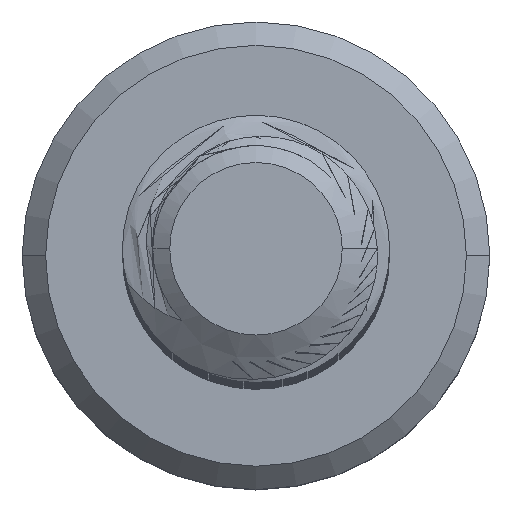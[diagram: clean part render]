
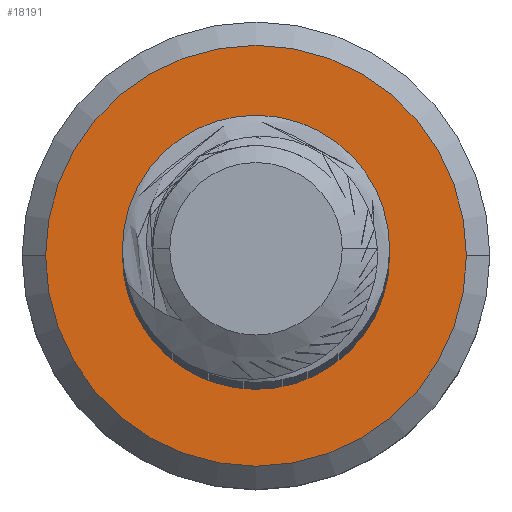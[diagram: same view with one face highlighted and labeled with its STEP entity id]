
A CAD part, top view. The second image highlights one B-rep face of the part: STEP entity #18191.
In plain terms, the highlighted planar face has unit normal (0, 0, 1).
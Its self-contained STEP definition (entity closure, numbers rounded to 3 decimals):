
#249 = CARTESIAN_POINT ( 'NONE',  ( 0., 0., -60. ) ) ;
#570 = CARTESIAN_POINT ( 'NONE',  ( 0., 0., -60. ) ) ;
#677 = CARTESIAN_POINT ( 'NONE',  ( 0.626, -1.724, -60. ) ) ;
#1027 = CARTESIAN_POINT ( 'NONE',  ( 0.3, -1.847, -60. ) ) ;
#1044 = CARTESIAN_POINT ( 'NONE',  ( 0.82, 1.31, -60. ) ) ;
#1255 = CARTESIAN_POINT ( 'NONE',  ( 0.031, 1.659, -60. ) ) ;
#1348 = CARTESIAN_POINT ( 'NONE',  ( -0.219, -1.907, -60. ) ) ;
#1587 = CARTESIAN_POINT ( 'NONE',  ( -0.493, 1.645, -60. ) ) ;
#1684 = ORIENTED_EDGE ( 'NONE', *, *, #5990, .T. ) ;
#1919 = CARTESIAN_POINT ( 'NONE',  ( 0.684, 1.422, -60. ) ) ;
#2061 = CARTESIAN_POINT ( 'NONE',  ( 0., 0., -60. ) ) ;
#2354 = CARTESIAN_POINT ( 'NONE',  ( -1.061, -1.695, -60. ) ) ;
#2439 = DIRECTION ( 'NONE',  ( 0., 0., 1. ) ) ;
#2664 = CARTESIAN_POINT ( 'NONE',  ( -1.954, -0.429, -60. ) ) ;
#2901 = DIRECTION ( 'NONE',  ( 0., 0., 1. ) ) ;
#2969 = ORIENTED_EDGE ( 'NONE', *, *, #17620, .F. ) ;
#3742 = CARTESIAN_POINT ( 'NONE',  ( 3.15, 0., -60. ) ) ;
#3767 = DIRECTION ( 'NONE',  ( 1., 0., 0. ) ) ;
#3912 = CARTESIAN_POINT ( 'NONE',  ( -1.919, 0.265, -60. ) ) ;
#4328 = CARTESIAN_POINT ( 'NONE',  ( 1.576, -0.529, -60. ) ) ;
#4889 = CARTESIAN_POINT ( 'NONE',  ( -1.954, -0.429, -60. ) ) ;
#5030 = DIRECTION ( 'NONE',  ( 1., 0., 0. ) ) ;
#5441 = EDGE_CURVE ( 'NONE', #19645, #18932, #18322, .T. ) ;
#5541 = CARTESIAN_POINT ( 'NONE',  ( -0.32, 1.667, -60. ) ) ;
#5643 = CARTESIAN_POINT ( 'NONE',  ( 1.509, 0.331, -60. ) ) ;
#5879 = CARTESIAN_POINT ( 'NONE',  ( -0.989, 1.476, -60. ) ) ;
#5897 = AXIS2_PLACEMENT_3D ( 'NONE', #570, #13434, #19394 ) ;
#5990 = EDGE_CURVE ( 'NONE', #18932, #10264, #18700, .T. ) ;
#6206 = CARTESIAN_POINT ( 'NONE',  ( -1.281, 1.286, -60. ) ) ;
#6307 = CARTESIAN_POINT ( 'NONE',  ( -0.737, -1.829, -60. ) ) ;
#6433 = EDGE_CURVE ( 'NONE', #7264, #15513, #15958, .T. ) ;
#7264 = VERTEX_POINT ( 'NONE', #3742 ) ;
#7522 = CARTESIAN_POINT ( 'NONE',  ( -1.635, 0.902, -60. ) ) ;
#7631 = AXIS2_PLACEMENT_3D ( 'NONE', #12657, #2439, #3767 ) ;
#7691 = EDGE_CURVE ( 'NONE', #11605, #19645, #16562, .T. ) ;
#8482 = FACE_OUTER_BOUND ( 'NONE', #10210, .T. ) ;
#8838 = DIRECTION ( 'NONE',  ( -1., 0., 0. ) ) ;
#8915 = AXIS2_PLACEMENT_3D ( 'NONE', #15202, #18196, #9275 ) ;
#9275 = DIRECTION ( 'NONE',  ( -1., 0., 0. ) ) ;
#9606 = CARTESIAN_POINT ( 'NONE',  ( 0.127, -1.884, -60. ) ) ;
#9855 = CARTESIAN_POINT ( 'NONE',  ( -1.869, 0.434, -60. ) ) ;
#9953 = CARTESIAN_POINT ( 'NONE',  ( 1.569, 0.165, -60. ) ) ;
#10118 = ORIENTED_EDGE ( 'NONE', *, *, #6433, .T. ) ;
#10210 = EDGE_LOOP ( 'NONE', ( #20207, #10118 ) ) ;
#10264 = VERTEX_POINT ( 'NONE', #14304 ) ;
#10281 = CARTESIAN_POINT ( 'NONE',  ( 1.385, -1.017, -60. ) ) ;
#10605 = CARTESIAN_POINT ( 'NONE',  ( 1.466, -0.863, -60. ) ) ;
#11176 = CARTESIAN_POINT ( 'NONE',  ( 0.202, 1.629, -60. ) ) ;
#11605 = VERTEX_POINT ( 'NONE', #2664 ) ;
#11961 = DIRECTION ( 'NONE',  ( 0., 0., -1. ) ) ;
#12147 = FACE_BOUND ( 'NONE', #15814, .T. ) ;
#12169 = CARTESIAN_POINT ( 'NONE',  ( -1.414, 1.168, -60. ) ) ;
#12249 = CARTESIAN_POINT ( 'NONE',  ( -0.904, -1.773, -60. ) ) ;
#12573 = CARTESIAN_POINT ( 'NONE',  ( -0.396, -1.896, -60. ) ) ;
#12657 = CARTESIAN_POINT ( 'NONE',  ( 0., 0., -60. ) ) ;
#13177 = EDGE_CURVE ( 'NONE', #15513, #7264, #14999, .T. ) ;
#13434 = DIRECTION ( 'NONE',  ( 0., 0., -1. ) ) ;
#13458 = CARTESIAN_POINT ( 'NONE',  ( 0.82, 1.31, -60. ) ) ;
#14001 = AXIS2_PLACEMENT_3D ( 'NONE', #249, #2901, #8838 ) ;
#14119 = AXIS2_PLACEMENT_3D ( 'NONE', #2061, #11961, #5030 ) ;
#14304 = CARTESIAN_POINT ( 'NONE',  ( -1.061, -1.695, -60. ) ) ;
#14429 = CARTESIAN_POINT ( 'NONE',  ( -0.829, 1.549, -60. ) ) ;
#14956 = CIRCLE ( 'NONE', #7631, 2. ) ;
#14999 = CIRCLE ( 'NONE', #14001, 3.15 ) ;
#15192 = ORIENTED_EDGE ( 'NONE', *, *, #7691, .T. ) ;
#15202 = CARTESIAN_POINT ( 'NONE',  ( 0., 0., -60. ) ) ;
#15209 = CARTESIAN_POINT ( 'NONE',  ( 1.599, -0.006, -60. ) ) ;
#15436 = CARTESIAN_POINT ( 'NONE',  ( 0.531, 1.509, -60. ) ) ;
#15513 = VERTEX_POINT ( 'NONE', #18882 ) ;
#15814 = EDGE_LOOP ( 'NONE', ( #2969, #15192, #20194, #1684 ) ) ;
#15845 = CARTESIAN_POINT ( 'NONE',  ( 0.78, -1.639, -60. ) ) ;
#15958 = CIRCLE ( 'NONE', #8915, 3.15 ) ;
#16562 = B_SPLINE_CURVE_WITH_KNOTS ( 'NONE', 3,
 ( #4889, #18431, #16750, #3912, #9855, #19737, #7522, #12169, #6206, #5879, #14429, #1587, #5541, #1255, #11176, #15436, #1919, #13458 ),
 .UNSPECIFIED., .F., .F.,
 ( 4, 2, 2, 2, 2, 2, 2, 2, 4 ),
 ( 0., 0.001, 0.001, 0.002, 0.002, 0.003, 0.003, 0.004, 0.004 ),
 .UNSPECIFIED. ) ;
#16750 = CARTESIAN_POINT ( 'NONE',  ( -1.971, -0.08, -60. ) ) ;
#16827 = CARTESIAN_POINT ( 'NONE',  ( 1.603, -0.357, -60. ) ) ;
#17620 = EDGE_CURVE ( 'NONE', #11605, #10264, #14956, .T. ) ;
#18191 = ADVANCED_FACE ( 'NONE', ( #8482, #12147 ), #20053, .F. ) ;
#18196 = DIRECTION ( 'NONE',  ( 0., 0., 1. ) ) ;
#18322 = CIRCLE ( 'NONE', #14119, 1.545 ) ;
#18431 = CARTESIAN_POINT ( 'NONE',  ( -1.974, -0.254, -60. ) ) ;
#18700 = B_SPLINE_CURVE_WITH_KNOTS ( 'NONE', 3,
 ( #18845, #9953, #15209, #16827, #4328, #10605, #10281, #19493, #20170, #15845, #677, #1027, #9606, #1348, #12573, #6307, #12249, #2354 ),
 .UNSPECIFIED., .F., .F.,
 ( 4, 2, 2, 2, 2, 2, 2, 2, 4 ),
 ( 0., 0.001, 0.001, 0.002, 0.002, 0.003, 0.003, 0.004, 0.004 ),
 .UNSPECIFIED. ) ;
#18845 = CARTESIAN_POINT ( 'NONE',  ( 1.509, 0.331, -60. ) ) ;
#18882 = CARTESIAN_POINT ( 'NONE',  ( -3.15, 0., -60. ) ) ;
#18932 = VERTEX_POINT ( 'NONE', #5643 ) ;
#19394 = DIRECTION ( 'NONE',  ( -1., 0., 0. ) ) ;
#19493 = CARTESIAN_POINT ( 'NONE',  ( 1.179, -1.302, -60. ) ) ;
#19645 = VERTEX_POINT ( 'NONE', #1044 ) ;
#19737 = CARTESIAN_POINT ( 'NONE',  ( -1.728, 0.751, -60. ) ) ;
#20053 = PLANE ( 'NONE',  #5897 ) ;
#20170 = CARTESIAN_POINT ( 'NONE',  ( 1.058, -1.427, -60. ) ) ;
#20194 = ORIENTED_EDGE ( 'NONE', *, *, #5441, .T. ) ;
#20207 = ORIENTED_EDGE ( 'NONE', *, *, #13177, .T. ) ;
